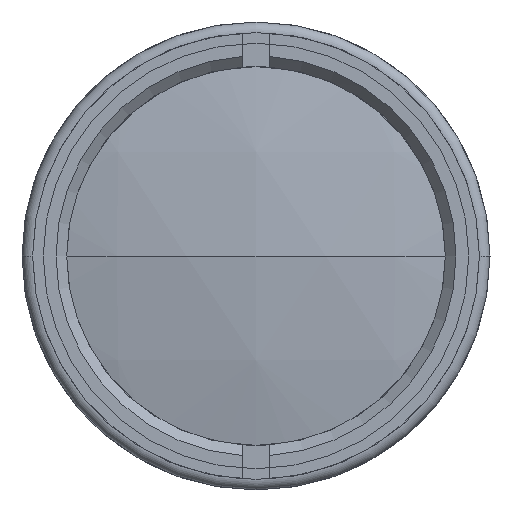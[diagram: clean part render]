
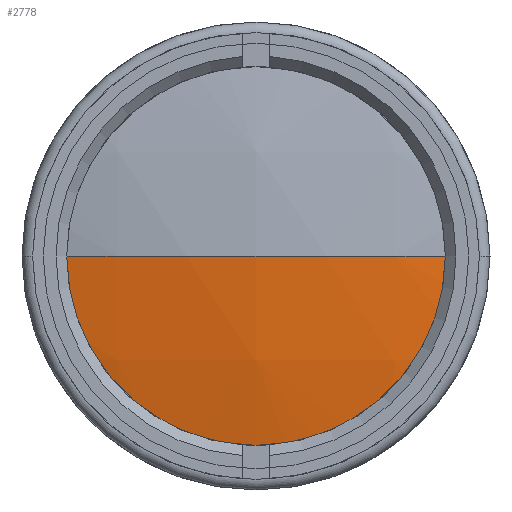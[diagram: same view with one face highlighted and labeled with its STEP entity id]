
A CAD part, left-side view. The second image highlights one B-rep face of the part: STEP entity #2778.
In plain terms, the highlighted spherical face has radius 87.5 mm.
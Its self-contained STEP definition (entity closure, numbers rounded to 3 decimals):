
#55 = AXIS2_PLACEMENT_3D ( 'NONE', #508, #1004, #3302 ) ;
#189 = CIRCLE ( 'NONE', #191, 87.5 ) ;
#191 = AXIS2_PLACEMENT_3D ( 'NONE', #1253, #2246, #993 ) ;
#197 = ORIENTED_EDGE ( 'NONE', *, *, #621, .F. ) ;
#273 = ORIENTED_EDGE ( 'NONE', *, *, #2671, .T. ) ;
#338 = CIRCLE ( 'NONE', #2493, 87.5 ) ;
#362 = DIRECTION ( 'NONE',  ( 0., 0., 1. ) ) ;
#508 = CARTESIAN_POINT ( 'NONE',  ( 8.616, 0., 0. ) ) ;
#621 = EDGE_CURVE ( 'NONE', #897, #2926, #338, .T. ) ;
#897 = VERTEX_POINT ( 'NONE', #3294 ) ;
#993 = DIRECTION ( 'NONE',  ( 0., 1., 0. ) ) ;
#1004 = DIRECTION ( 'NONE',  ( 0., 0., -1. ) ) ;
#1108 = CARTESIAN_POINT ( 'NONE',  ( 8.616, 0., 0. ) ) ;
#1173 = CIRCLE ( 'NONE', #1922, 19.5 ) ;
#1227 = ORIENTED_EDGE ( 'NONE', *, *, #2820, .T. ) ;
#1253 = CARTESIAN_POINT ( 'NONE',  ( 8.616, 0., 0. ) ) ;
#1503 = SPHERICAL_SURFACE ( 'NONE', #55, 87.5 ) ;
#1587 = CARTESIAN_POINT ( 'NONE',  ( -78.884, 0., 0. ) ) ;
#1776 = CARTESIAN_POINT ( 'NONE',  ( -76.683, 0., 0. ) ) ;
#1922 = AXIS2_PLACEMENT_3D ( 'NONE', #1776, #2795, #2039 ) ;
#2039 = DIRECTION ( 'NONE',  ( 0., 0., 1. ) ) ;
#2246 = DIRECTION ( 'NONE',  ( 0., 0., -1. ) ) ;
#2493 = AXIS2_PLACEMENT_3D ( 'NONE', #1108, #362, #2693 ) ;
#2671 = EDGE_CURVE ( 'NONE', #2998, #2926, #189, .T. ) ;
#2691 = CARTESIAN_POINT ( 'NONE',  ( -76.683, -19.5, 0. ) ) ;
#2693 = DIRECTION ( 'NONE',  ( 1., 0., 0. ) ) ;
#2777 = EDGE_LOOP ( 'NONE', ( #1227, #273, #197 ) ) ;
#2778 = ADVANCED_FACE ( 'NONE', ( #2847 ), #1503, .T. ) ;
#2795 = DIRECTION ( 'NONE',  ( -1., 0., 0. ) ) ;
#2820 = EDGE_CURVE ( 'NONE', #897, #2998, #1173, .T. ) ;
#2847 = FACE_OUTER_BOUND ( 'NONE', #2777, .T. ) ;
#2926 = VERTEX_POINT ( 'NONE', #1587 ) ;
#2998 = VERTEX_POINT ( 'NONE', #2691 ) ;
#3294 = CARTESIAN_POINT ( 'NONE',  ( -76.683, 19.5, 0. ) ) ;
#3302 = DIRECTION ( 'NONE',  ( 0., 1., 0. ) ) ;
